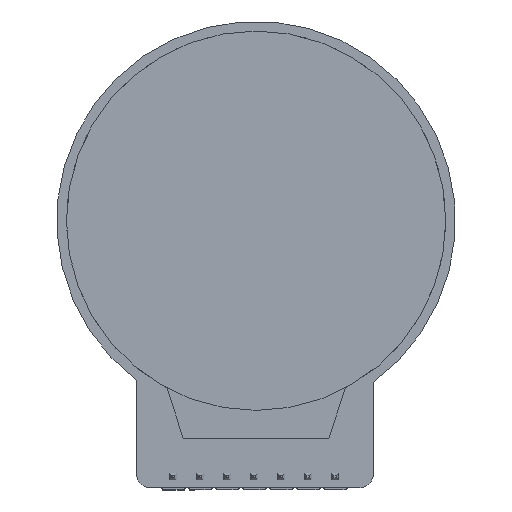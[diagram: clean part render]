
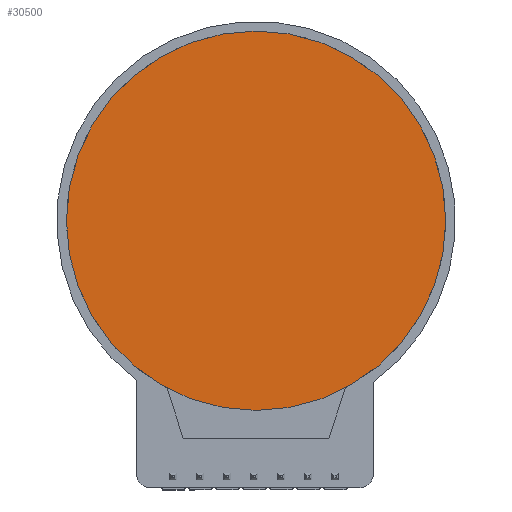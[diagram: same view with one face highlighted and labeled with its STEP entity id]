
A CAD part, front view. The second image highlights one B-rep face of the part: STEP entity #30500.
In plain terms, the highlighted face is planar.
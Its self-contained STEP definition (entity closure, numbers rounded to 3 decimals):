
#287=CIRCLE('',#32409,17.856);
#3435=FACE_OUTER_BOUND('',#5231,.T.);
#5231=EDGE_LOOP('',(#25367));
#14738=VERTEX_POINT('',#51901);
#18401=EDGE_CURVE('',#14738,#14738,#287,.T.);
#25367=ORIENTED_EDGE('',*,*,#18401,.T.);
#28892=PLANE('',#32412);
#30500=ADVANCED_FACE('',(#3435),#28892,.T.);
#32409=AXIS2_PLACEMENT_3D('',#51902,#37756,#37757);
#32412=AXIS2_PLACEMENT_3D('',#51907,#37763,#37764);
#37756=DIRECTION('center_axis',(0.,0.,1.));
#37757=DIRECTION('ref_axis',(1.,0.,0.));
#37763=DIRECTION('center_axis',(0.,0.,1.));
#37764=DIRECTION('ref_axis',(1.,0.,0.));
#51901=CARTESIAN_POINT('',(-17.856,0.,-4.113));
#51902=CARTESIAN_POINT('Origin',(0.,0.,-4.113));
#51907=CARTESIAN_POINT('Origin',(0.,0.,-4.113));
